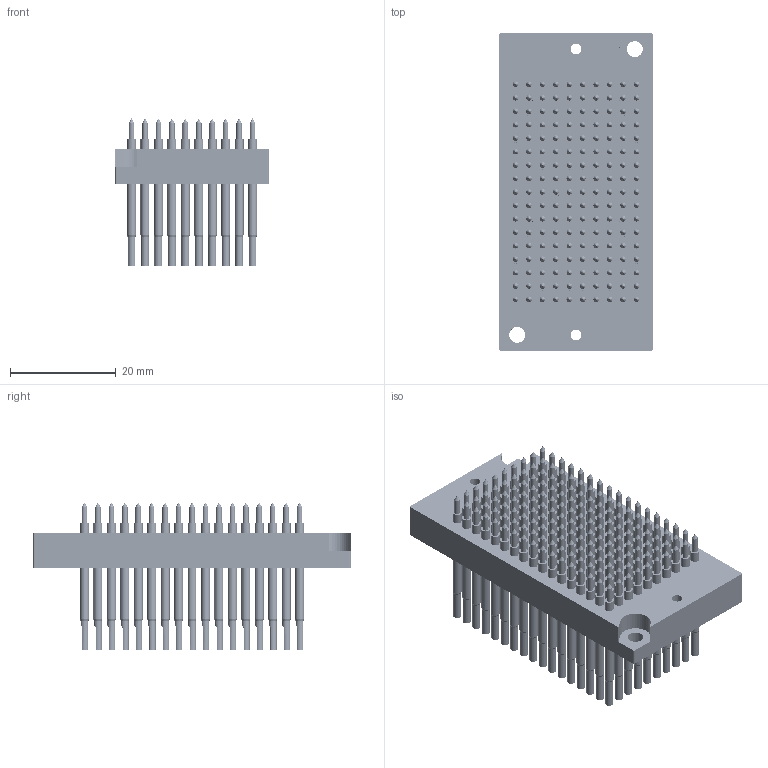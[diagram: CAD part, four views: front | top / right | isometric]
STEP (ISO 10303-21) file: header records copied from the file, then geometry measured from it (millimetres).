
FILE_DESCRIPTION (( 'STEP AP214' ), '1' );
FILE_NAME ('MOD-1010546-IP-B-R-SB-170-LA-170-01.STEP', '2023-02-02T09:16:12', ( '' ), ( '' ), 'SwSTEP 2.0', 'SolidWorks 2020', '' );
FILE_SCHEMA (( 'AUTOMOTIVE_DESIGN' ));
Length unit declared in the file: millimetre
Products named in the file (1): MOD-1010546-IP-B-R-SB-170-LA-170-01
Bounding box: 29 x 60 x 27.8 mm (x, y, z)
Volume: 16865.6 mm3; surface area: 22233.8 mm2
Topology: 1 solids, 1 shells, 6114 faces, 14044 edges, 8286 vertices
Faces by surface type: cylinder 2565, plane 1283, torus 850, bspline 736, cone 680
Entity records: 193650 total; most frequent: CARTESIAN_POINT 55651, DIRECTION 30330, ORIENTED_EDGE 27408, EDGE_CURVE 13704, AXIS2_PLACEMENT_3D 12719, VERTEX_POINT 8286, CIRCLE 7340, EDGE_LOOP 6816
